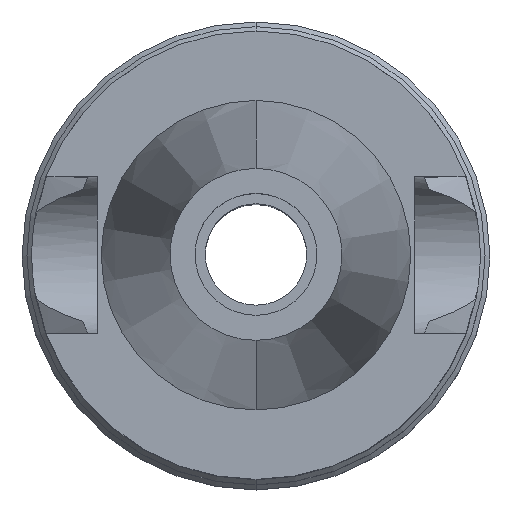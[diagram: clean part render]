
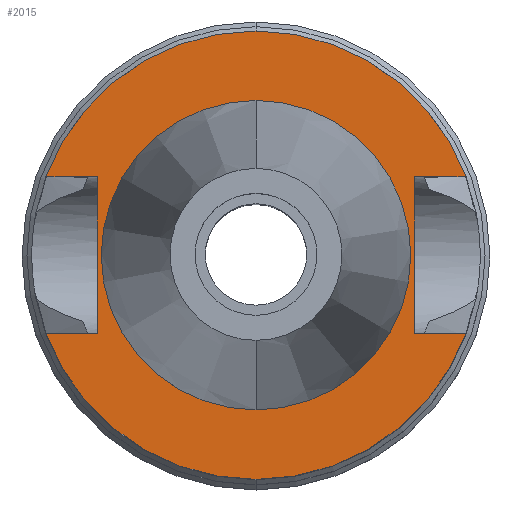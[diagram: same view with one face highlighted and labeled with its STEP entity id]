
A CAD part, top view. The second image highlights one B-rep face of the part: STEP entity #2015.
In plain terms, the highlighted planar face has unit normal (0, 0, 1).
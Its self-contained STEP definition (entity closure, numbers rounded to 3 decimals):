
#839=DIRECTION('',(1.,0.,0.));
#840=VECTOR('',#839,5.245);
#841=CARTESIAN_POINT('',(16.3,8.05,-1.));
#842=LINE('',#841,#840);
#876=DIRECTION('',(0.,1.,0.));
#877=VECTOR('',#876,16.1);
#878=CARTESIAN_POINT('',(-16.3,-8.05,-1.));
#879=LINE('',#878,#877);
#883=DIRECTION('',(-1.,0.,0.));
#884=VECTOR('',#883,5.245);
#885=CARTESIAN_POINT('',(-16.3,8.05,-1.));
#886=LINE('',#885,#884);
#890=CARTESIAN_POINT('',(0.,0.,-1.));
#891=DIRECTION('',(0.,0.,-1.));
#892=DIRECTION('',(-0.937,0.35,0.));
#893=AXIS2_PLACEMENT_3D('',#890,#891,#892);
#898=CARTESIAN_POINT('',(0.,0.,-1.));
#899=DIRECTION('',(0.,0.,-1.));
#900=DIRECTION('',(0.,1.,0.));
#901=AXIS2_PLACEMENT_3D('',#898,#899,#900);
#906=DIRECTION('',(0.,-1.,0.));
#907=VECTOR('',#906,16.1);
#908=CARTESIAN_POINT('',(16.3,8.05,-1.));
#909=LINE('',#908,#907);
#913=DIRECTION('',(1.,0.,0.));
#914=VECTOR('',#913,5.245);
#915=CARTESIAN_POINT('',(16.3,-8.05,-1.));
#916=LINE('',#915,#914);
#920=CARTESIAN_POINT('',(0.,0.,-1.));
#921=DIRECTION('',(0.,0.,-1.));
#922=DIRECTION('',(0.937,-0.35,0.));
#923=AXIS2_PLACEMENT_3D('',#920,#921,#922);
#928=CARTESIAN_POINT('',(0.,0.,-1.));
#929=DIRECTION('',(0.,0.,-1.));
#930=DIRECTION('',(0.,-1.,0.));
#931=AXIS2_PLACEMENT_3D('',#928,#929,#930);
#936=CARTESIAN_POINT('',(0.,0.,-1.));
#937=DIRECTION('',(0.,0.,1.));
#938=DIRECTION('',(0.,-1.,0.));
#939=AXIS2_PLACEMENT_3D('',#936,#937,#938);
#944=CARTESIAN_POINT('',(0.,0.,-1.));
#945=DIRECTION('',(0.,0.,1.));
#946=DIRECTION('',(0.,1.,0.));
#947=AXIS2_PLACEMENT_3D('',#944,#945,#946);
#992=DIRECTION('',(-1.,0.,0.));
#993=VECTOR('',#992,5.245);
#994=CARTESIAN_POINT('',(-16.3,-8.05,-1.));
#995=LINE('',#994,#993);
#1245=CARTESIAN_POINT('',(-16.3,-8.05,-1.));
#1246=VERTEX_POINT('',#1245);
#1247=CARTESIAN_POINT('',(-21.545,-8.05,-1.));
#1248=VERTEX_POINT('',#1247);
#1249=CARTESIAN_POINT('',(-16.3,8.05,-1.));
#1250=VERTEX_POINT('',#1249);
#1251=CARTESIAN_POINT('',(-21.545,8.05,-1.));
#1252=VERTEX_POINT('',#1251);
#1253=CARTESIAN_POINT('',(0.,23.,-1.));
#1254=CARTESIAN_POINT('',(21.545,8.05,-1.));
#1255=VERTEX_POINT('',#1253);
#1256=VERTEX_POINT('',#1254);
#1257=CARTESIAN_POINT('',(16.3,8.05,-1.));
#1258=VERTEX_POINT('',#1257);
#1259=CARTESIAN_POINT('',(16.3,-8.05,-1.));
#1260=VERTEX_POINT('',#1259);
#1261=CARTESIAN_POINT('',(21.545,-8.05,-1.));
#1262=VERTEX_POINT('',#1261);
#1263=CARTESIAN_POINT('',(0.,-23.,-1.));
#1264=VERTEX_POINT('',#1263);
#1265=CARTESIAN_POINT('',(0.,-15.875,-1.));
#1266=CARTESIAN_POINT('',(0.,15.875,-1.));
#1267=VERTEX_POINT('',#1265);
#1268=VERTEX_POINT('',#1266);
#1987=CARTESIAN_POINT('',(0.,0.,-1.));
#1988=DIRECTION('',(0.,0.,-1.));
#1989=DIRECTION('',(0.,-1.,0.));
#1990=AXIS2_PLACEMENT_3D('',#1987,#1988,#1989);
#1991=PLANE('',#1990);
#1993=ORIENTED_EDGE('',*,*,#1992,.T.);
#1994=ORIENTED_EDGE('',*,*,#1932,.T.);
#1995=ORIENTED_EDGE('',*,*,#1952,.T.);
#1996=ORIENTED_EDGE('',*,*,#1950,.T.);
#1997=ORIENTED_EDGE('',*,*,#1966,.F.);
#1998=ORIENTED_EDGE('',*,*,#1977,.T.);
#2000=ORIENTED_EDGE('',*,*,#1999,.T.);
#2002=ORIENTED_EDGE('',*,*,#2001,.T.);
#2004=ORIENTED_EDGE('',*,*,#2003,.T.);
#2006=ORIENTED_EDGE('',*,*,#2005,.F.);
#2007=EDGE_LOOP('',(#1993,#1994,#1995,#1996,#1997,#1998,#2000,#2002,#2004,
#2006));
#2008=FACE_OUTER_BOUND('',#2007,.F.);
#2010=ORIENTED_EDGE('',*,*,#2009,.T.);
#2012=ORIENTED_EDGE('',*,*,#2011,.T.);
#2013=EDGE_LOOP('',(#2010,#2012));
#2014=FACE_BOUND('',#2013,.F.);
#894=CIRCLE('',#893,23.);
#902=CIRCLE('',#901,23.);
#924=CIRCLE('',#923,23.);
#932=CIRCLE('',#931,23.);
#940=CIRCLE('',#939,15.875);
#948=CIRCLE('',#947,15.875);
#1932=EDGE_CURVE('',#1250,#1252,#886,.T.);
#1950=EDGE_CURVE('',#1255,#1256,#902,.T.);
#1952=EDGE_CURVE('',#1252,#1255,#894,.T.);
#1966=EDGE_CURVE('',#1258,#1256,#842,.T.);
#1977=EDGE_CURVE('',#1258,#1260,#909,.T.);
#1992=EDGE_CURVE('',#1246,#1250,#879,.T.);
#1999=EDGE_CURVE('',#1260,#1262,#916,.T.);
#2001=EDGE_CURVE('',#1262,#1264,#924,.T.);
#2003=EDGE_CURVE('',#1264,#1248,#932,.T.);
#2005=EDGE_CURVE('',#1246,#1248,#995,.T.);
#2009=EDGE_CURVE('',#1267,#1268,#940,.T.);
#2011=EDGE_CURVE('',#1268,#1267,#948,.T.);
#2015=ADVANCED_FACE('',(#2008,#2014),#1991,.F.);
